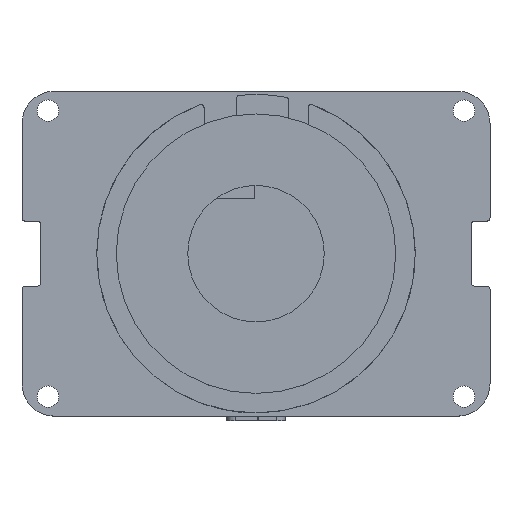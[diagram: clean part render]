
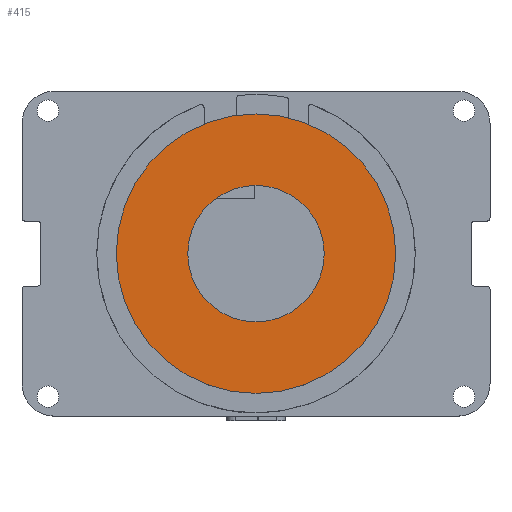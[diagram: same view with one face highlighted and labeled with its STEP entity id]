
A CAD part, top view. The second image highlights one B-rep face of the part: STEP entity #415.
In plain terms, the highlighted planar face has unit normal (0, 0, 1).
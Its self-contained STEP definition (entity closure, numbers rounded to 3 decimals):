
#326=CARTESIAN_POINT('',(0.,0.,
2.3));
#327=DIRECTION('',(0.,0.,-1.));
#328=DIRECTION('',(-1.,0.,0.));
#329=AXIS2_PLACEMENT_3D('',#326,#327,#328);
#331=CARTESIAN_POINT('',(0.,0.,
2.3));
#332=DIRECTION('',(0.,0.,-1.));
#333=DIRECTION('',(1.,0.,0.));
#334=AXIS2_PLACEMENT_3D('',#331,#332,#333);
#336=CARTESIAN_POINT('',(0.,0.,
2.3));
#337=DIRECTION('',(0.,0.,1.));
#338=DIRECTION('',(-1.,0.,0.));
#339=AXIS2_PLACEMENT_3D('',#336,#337,#338);
#341=CARTESIAN_POINT('',(0.,0.,
2.3));
#342=DIRECTION('',(0.,0.,1.));
#343=DIRECTION('',(1.,0.,0.));
#344=AXIS2_PLACEMENT_3D('',#341,#342,#343);
#382=CARTESIAN_POINT('',(-21.5,0.,
2.3));
#383=CARTESIAN_POINT('',(21.5,0.,2.3));
#384=VERTEX_POINT('',#382);
#385=VERTEX_POINT('',#383);
#386=CARTESIAN_POINT('',(-10.5,0.,
2.3));
#387=CARTESIAN_POINT('',(10.5,0.,2.3));
#388=VERTEX_POINT('',#386);
#389=VERTEX_POINT('',#387);
#398=CARTESIAN_POINT('',(0.,0.,
2.3));
#399=DIRECTION('',(0.,0.,1.));
#400=DIRECTION('',(1.,0.,0.));
#401=AXIS2_PLACEMENT_3D('',#398,#399,#400);
#402=PLANE('',#401);
#404=ORIENTED_EDGE('',*,*,#403,.T.);
#406=ORIENTED_EDGE('',*,*,#405,.T.);
#407=EDGE_LOOP('',(#404,#406));
#408=FACE_OUTER_BOUND('',#407,.F.);
#410=ORIENTED_EDGE('',*,*,#409,.T.);
#412=ORIENTED_EDGE('',*,*,#411,.T.);
#413=EDGE_LOOP('',(#410,#412));
#414=FACE_BOUND('',#413,.F.);
#415=ADVANCED_FACE('',(#408,#414),#402,.T.);
#330=CIRCLE('',#329,21.5);
#335=CIRCLE('',#334,21.5);
#340=CIRCLE('',#339,10.5);
#345=CIRCLE('',#344,10.5);
#403=EDGE_CURVE('',#384,#385,#330,.T.);
#405=EDGE_CURVE('',#385,#384,#335,.T.);
#409=EDGE_CURVE('',#388,#389,#340,.T.);
#411=EDGE_CURVE('',#389,#388,#345,.T.);
